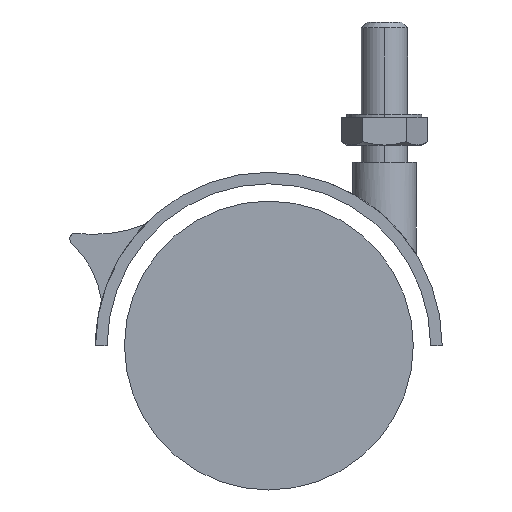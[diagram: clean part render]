
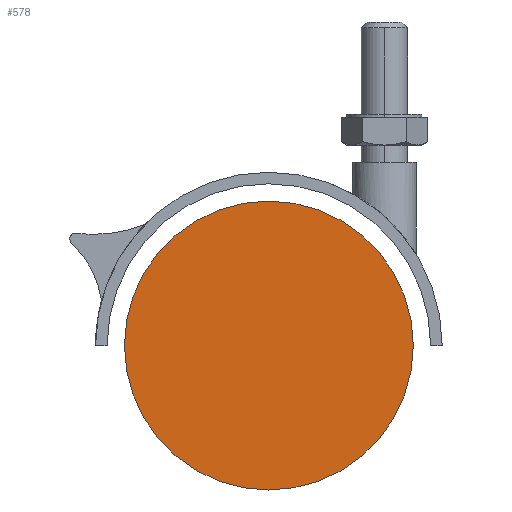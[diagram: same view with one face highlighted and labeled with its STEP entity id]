
A CAD part, front view. The second image highlights one B-rep face of the part: STEP entity #578.
In plain terms, the highlighted planar face has unit normal (0, -1, 0).
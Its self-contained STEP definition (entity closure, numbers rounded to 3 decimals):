
#572 = EDGE_CURVE ( 'NONE', #592, #591, #1472, .T. ) ;
#578 = ADVANCED_FACE ( 'NONE', ( #1839 ), #1714, .F. ) ;
#579 = EDGE_LOOP ( 'NONE', ( #580, #581 ) ) ;
#580 = ORIENTED_EDGE ( 'NONE', *, *, #590, .F. ) ;
#581 = ORIENTED_EDGE ( 'NONE', *, *, #572, .F. ) ;
#590 = EDGE_CURVE ( 'NONE', #591, #592, #1846, .T. ) ;
#591 = VERTEX_POINT ( 'NONE', #1712 ) ;
#592 = VERTEX_POINT ( 'NONE', #1711 ) ;
#1468 = DIRECTION ( 'NONE',  ( 0., 0., 1. ) ) ;
#1469 = DIRECTION ( 'NONE',  ( 0., 1., 0. ) ) ;
#1470 = CARTESIAN_POINT ( 'NONE',  ( 2.23, -23., -15.5 ) ) ;
#1471 = AXIS2_PLACEMENT_3D ( 'NONE', #1470, #1469, #1468 ) ;
#1472 = CIRCLE ( 'NONE', #1471, 25. ) ;
#1711 = CARTESIAN_POINT ( 'NONE',  ( 2.23, -23., -40.5 ) ) ;
#1712 = CARTESIAN_POINT ( 'NONE',  ( 2.23, -23., 9.5 ) ) ;
#1713 = DIRECTION ( 'NONE',  ( 0., 0., 1. ) ) ;
#1714 = PLANE ( 'NONE',  #1841 ) ;
#1734 = DIRECTION ( 'NONE',  ( 0., 0., 1. ) ) ;
#1735 = DIRECTION ( 'NONE',  ( 0., 1., 0. ) ) ;
#1839 = FACE_OUTER_BOUND ( 'NONE', #579, .T. ) ;
#1840 = CARTESIAN_POINT ( 'NONE',  ( 2.23, -23., -15.5 ) ) ;
#1841 = AXIS2_PLACEMENT_3D ( 'NONE', #1840, #1735, #1734 ) ;
#1843 = DIRECTION ( 'NONE',  ( 0., 1., 0. ) ) ;
#1844 = CARTESIAN_POINT ( 'NONE',  ( 2.23, -23., -15.5 ) ) ;
#1845 = AXIS2_PLACEMENT_3D ( 'NONE', #1844, #1843, #1713 ) ;
#1846 = CIRCLE ( 'NONE', #1845, 25. ) ;
